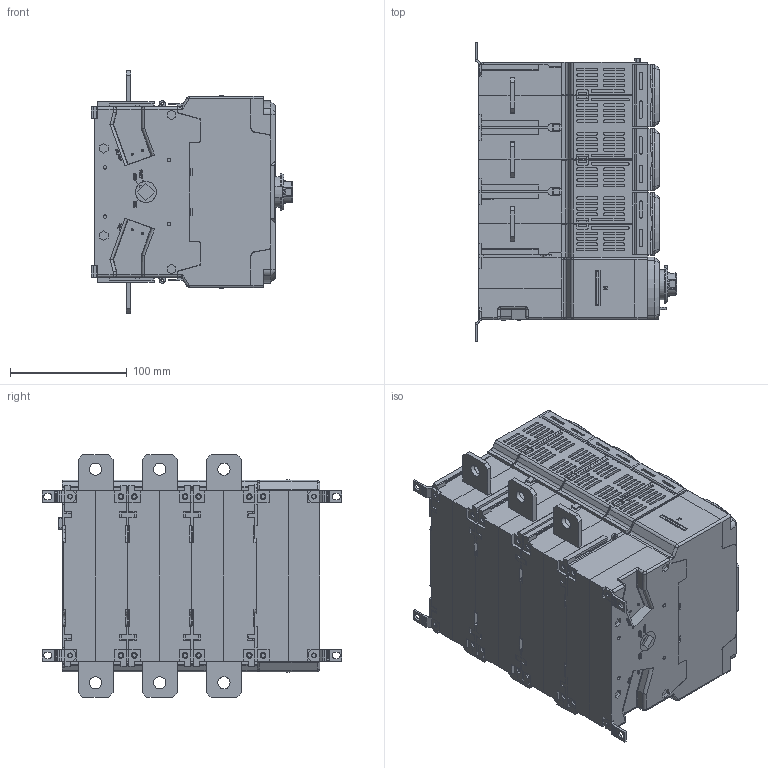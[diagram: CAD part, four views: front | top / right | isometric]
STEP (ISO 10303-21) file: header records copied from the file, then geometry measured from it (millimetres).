
FILE_DESCRIPTION(/* description */ (''),/* implementation_level */ '2;1');
FILE_NAME(/* name */ 'FILE_STP_CAD_DRAWING_3D_GEF0100JUL_GEF0200JUL_prt.stp',/* time_stamp */ '2026-03-18T11:33:13+01:00',/* author */ (''),/* organization */ (''),/* preprocessor_version */ 'ST-DEVELOPER v20',/* originating_system */ 'SIEMENS PLM Software NX2406.8500',/* authorisation */ '');
FILE_SCHEMA (('AUTOMOTIVE_DESIGN { 1 0 10303 214 3 1 1 1 }'));
Products named in the file (1): 3D_GEF0100JUL_GEF0200JUL
Bounding box: 172.2 x 256.48 x 208 mm (x, y, z)
Surface area: 273254.4 mm2 (no closed solid volume)
Topology: 0 solids, 26 shells, 4890 faces, 13073 edges, 8493 vertices
Faces by surface type: plane 2951, cylinder 1464, extrusion 292, cone 92, bspline 49, torus 42
Full cylindrical faces by diameter (mm): 1.5 x2, 2.2 x2, 2.25 x2, 2.88 x4, 3 x4, 3.4 x18, 3.8 x4, 4.1 x6, 5.1 x1, 5.4 x12, 6.2 x4, 8.4 x6, 10.5 x6, 11 x4, 18 x1, 18.2 x8, 20 x1, 20.2 x1, 26.2 x1
Entity records: 155375 total; most frequent: CARTESIAN_POINT 32888, ORIENTED_EDGE 25806, DIRECTION 24510, EDGE_CURVE 12907, VECTOR 9222, LINE 8930, VERTEX_POINT 8464, AXIS2_PLACEMENT_3D 7644
